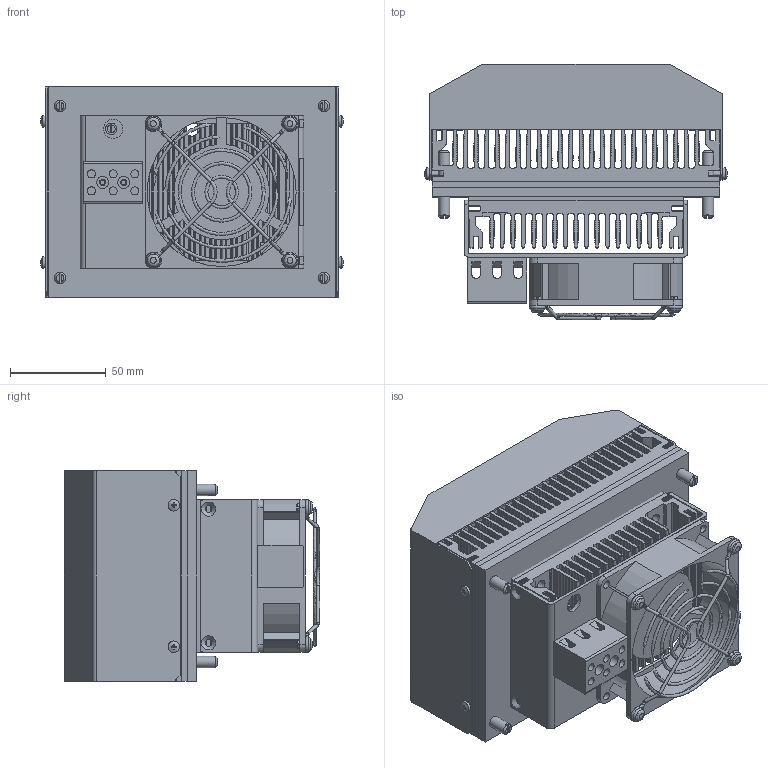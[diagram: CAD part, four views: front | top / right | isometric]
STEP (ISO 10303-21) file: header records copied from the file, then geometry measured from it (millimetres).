
FILE_DESCRIPTION (( 'STEP AP214' ), '1' );
FILE_NAME ('tg3035.STEP', '2022-08-10T11:37:35', ( '' ), ( '' ), 'SwSTEP 2.0', 'SolidWorks 2021', '' );
FILE_SCHEMA (( 'AUTOMOTIVE_DESIGN' ));
Length unit declared in the file: inch
Products named in the file (1): tg3035
Bounding box: 158.23 x 133.55 x 110 mm (x, y, z)
Volume: 622659.7 mm3; surface area: 466930 mm2
Topology: 23 solids, 23 shells, 3130 faces, 9259 edges, 6152 vertices
Faces by surface type: cylinder 1512, plane 1450, cone 97, bspline 67, torus 4
Full cylindrical faces by diameter (mm): 1.8 x12, 2.4 x4, 2.459 x4, 2.5 x2, 3 x4, 3.2 x2, 3.5 x8, 3.92 x4, 4.2 x10, 4.3 x8, 4.5 x12, 5 x4, 6 x20, 6.2 x2, 7.5 x1, 8 x13, 10 x1, 12 x1, 13 x1, 18 x1, 22 x1, 78 x1
Entity records: 151138 total; most frequent: CARTESIAN_POINT 27613, ORIENTED_EDGE 17822, DIRECTION 16918, EDGE_CURVE 8911, VERTEX_POINT 6020, AXIS2_PLACEMENT_3D 5934, LINE 5050, VECTOR 5050
